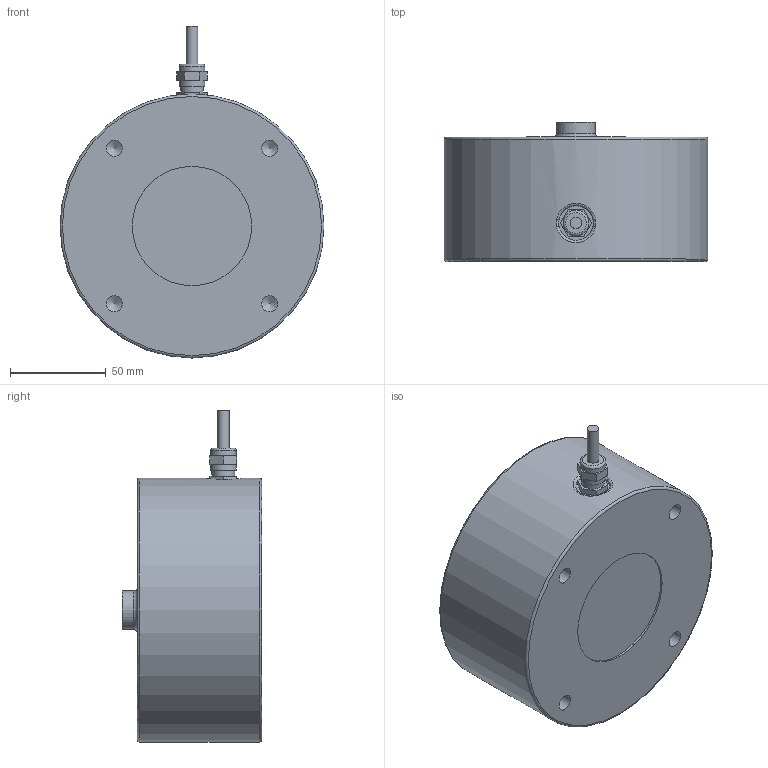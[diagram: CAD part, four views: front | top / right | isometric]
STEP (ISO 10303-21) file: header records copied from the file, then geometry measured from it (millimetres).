
FILE_DESCRIPTION(/* description */ (''),/* implementation_level */ '2;1');
FILE_NAME(/* name */ '266AH-30t v1.step',/* time_stamp */ '2020-01-21T14:44:11-08:00',/* author */ (''),/* organization */ (''),/* preprocessor_version */ 'ST-DEVELOPER v18',/* originating_system */ 'Autodesk Translation Framework v8.12.0.6',/* authorisation */ '');
FILE_SCHEMA (('AUTOMOTIVE_DESIGN { 1 0 10303 214 3 1 1 }'));
Length unit declared in the file: millimetre
Products named in the file (1): 266AH-30t
Bounding box: 138 x 72.8 x 173.6 mm (x, y, z)
Volume: 969488 mm3; surface area: 61694.4 mm2
Topology: 1 solids, 1 shells, 48 faces, 128 edges, 90 vertices
Faces by surface type: plane 22, cylinder 13, torus 4, cone 4, bspline 4, sphere 1
Full cylindrical faces by diameter (mm): 6.1 x1, 8.5 x4, 12 x1, 13.5 x2, 20 x1, 62.4 x1, 138 x1
Entity records: 2462 total; most frequent: CARTESIAN_POINT 1202, DIRECTION 266, ORIENTED_EDGE 248, EDGE_CURVE 124, AXIS2_PLACEMENT_3D 107, VERTEX_POINT 90, CIRCLE 62, EDGE_LOOP 60
